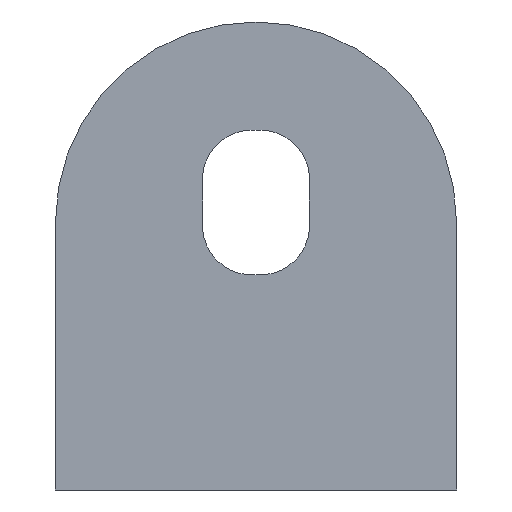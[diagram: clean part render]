
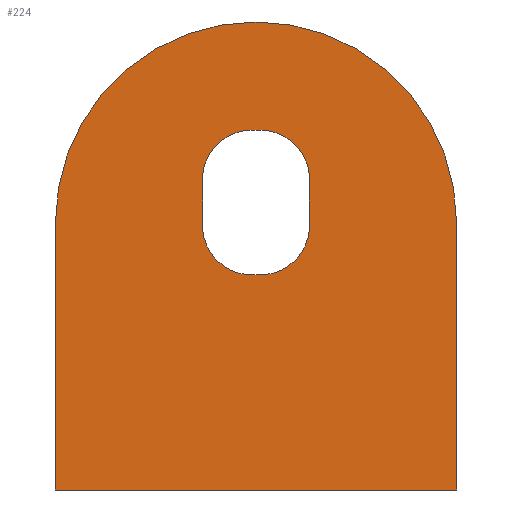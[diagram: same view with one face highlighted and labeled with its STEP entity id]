
A CAD part, front view. The second image highlights one B-rep face of the part: STEP entity #224.
In plain terms, the highlighted planar face has unit normal (0, -1, 0).
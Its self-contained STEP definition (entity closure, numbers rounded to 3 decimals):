
#7 = DIRECTION ( 'NONE',  ( 0., 0., -1. ) ) ;
#9 = EDGE_CURVE ( 'NONE', #470, #946, #283, .T. ) ;
#21 = VERTEX_POINT ( 'NONE', #68 ) ;
#29 = ORIENTED_EDGE ( 'NONE', *, *, #367, .T. ) ;
#30 = CARTESIAN_POINT ( 'NONE',  ( -3.38, -29.394, 20. ) ) ;
#46 = DIRECTION ( 'NONE',  ( 0., 0., 1. ) ) ;
#68 = CARTESIAN_POINT ( 'NONE',  ( -3.677, -29.394, 26.918 ) ) ;
#87 = CARTESIAN_POINT ( 'NONE',  ( -3.083, -29.394, 23.203 ) ) ;
#104 = EDGE_CURVE ( 'NONE', #470, #1341, #517, .T. ) ;
#107 = DIRECTION ( 'NONE',  ( 0., 1., 0. ) ) ;
#163 = DIRECTION ( 'NONE',  ( 0., 0., -1. ) ) ;
#173 = VERTEX_POINT ( 'NONE', #498 ) ;
#188 = DIRECTION ( 'NONE',  ( 0., 1., 0. ) ) ;
#198 = AXIS2_PLACEMENT_3D ( 'NONE', #87, #1035, #293 ) ;
#224 = ADVANCED_FACE ( 'NONE', ( #334, #300 ), #505, .F. ) ;
#232 = ORIENTED_EDGE ( 'NONE', *, *, #1266, .T. ) ;
#244 = EDGE_CURVE ( 'NONE', #946, #728, #567, .T. ) ;
#254 = CARTESIAN_POINT ( 'NONE',  ( 11.62, -29.394, 0. ) ) ;
#256 = AXIS2_PLACEMENT_3D ( 'NONE', #366, #374, #494 ) ;
#283 = LINE ( 'NONE', #1025, #1040 ) ;
#293 = DIRECTION ( 'NONE',  ( 0., 0., 1. ) ) ;
#300 = FACE_BOUND ( 'NONE', #1091, .T. ) ;
#303 = DIRECTION ( 'NONE',  ( 1., 0., 0. ) ) ;
#311 = VERTEX_POINT ( 'NONE', #629 ) ;
#322 = LINE ( 'NONE', #684, #1242 ) ;
#334 = FACE_OUTER_BOUND ( 'NONE', #824, .T. ) ;
#364 = CIRCLE ( 'NONE', #457, 3.715 ) ;
#366 = CARTESIAN_POINT ( 'NONE',  ( -3.083, -29.394, 23.203 ) ) ;
#367 = EDGE_CURVE ( 'NONE', #21, #1093, #430, .T. ) ;
#374 = DIRECTION ( 'NONE',  ( 0., -1., 0. ) ) ;
#388 = LINE ( 'NONE', #1204, #718 ) ;
#393 = CARTESIAN_POINT ( 'NONE',  ( 0.62, -29.394, 19.5 ) ) ;
#426 = CARTESIAN_POINT ( 'NONE',  ( -3.677, -29.394, 19.797 ) ) ;
#430 = CIRCLE ( 'NONE', #654, 3.715 ) ;
#437 = EDGE_CURVE ( 'NONE', #1311, #728, #364, .T. ) ;
#452 = EDGE_CURVE ( 'NONE', #311, #584, #1286, .T. ) ;
#455 = VERTEX_POINT ( 'NONE', #1292 ) ;
#457 = AXIS2_PLACEMENT_3D ( 'NONE', #426, #1186, #648 ) ;
#462 = CARTESIAN_POINT ( 'NONE',  ( -7.38, -29.394, 19.5 ) ) ;
#470 = VERTEX_POINT ( 'NONE', #770 ) ;
#471 = ORIENTED_EDGE ( 'NONE', *, *, #1065, .T. ) ;
#487 = ORIENTED_EDGE ( 'NONE', *, *, #244, .T. ) ;
#491 = CARTESIAN_POINT ( 'NONE',  ( -3.083, -29.394, 26.918 ) ) ;
#494 = DIRECTION ( 'NONE',  ( 0., 0., 1. ) ) ;
#498 = CARTESIAN_POINT ( 'NONE',  ( -7.38, -29.394, 23.5 ) ) ;
#505 = PLANE ( 'NONE',  #900 ) ;
#517 = CIRCLE ( 'NONE', #198, 3.715 ) ;
#531 = CARTESIAN_POINT ( 'NONE',  ( -3.677, -29.394, 23.203 ) ) ;
#534 = VECTOR ( 'NONE', #7, 1000. ) ;
#567 = CIRCLE ( 'NONE', #1113, 3.715 ) ;
#584 = VERTEX_POINT ( 'NONE', #740 ) ;
#587 = ORIENTED_EDGE ( 'NONE', *, *, #452, .T. ) ;
#622 = CIRCLE ( 'NONE', #1177, 3.715 ) ;
#629 = CARTESIAN_POINT ( 'NONE',  ( -18.38, -29.394, 20. ) ) ;
#648 = DIRECTION ( 'NONE',  ( 0., 0., 1. ) ) ;
#654 = AXIS2_PLACEMENT_3D ( 'NONE', #531, #1064, #856 ) ;
#684 = CARTESIAN_POINT ( 'NONE',  ( -7.38, -29.394, 8. ) ) ;
#686 = EDGE_CURVE ( 'NONE', #455, #311, #1169, .T. ) ;
#687 = DIRECTION ( 'NONE',  ( 0., -1., 0. ) ) ;
#690 = AXIS2_PLACEMENT_3D ( 'NONE', #30, #687, #876 ) ;
#718 = VECTOR ( 'NONE', #886, 1000. ) ;
#728 = VERTEX_POINT ( 'NONE', #988 ) ;
#740 = CARTESIAN_POINT ( 'NONE',  ( -18.38, -29.394, 0. ) ) ;
#757 = CARTESIAN_POINT ( 'NONE',  ( -3.38, -29.394, 26.906 ) ) ;
#770 = CARTESIAN_POINT ( 'NONE',  ( 0.62, -29.394, 23.5 ) ) ;
#786 = ORIENTED_EDGE ( 'NONE', *, *, #1315, .F. ) ;
#824 = EDGE_LOOP ( 'NONE', ( #848, #990, #587, #471 ) ) ;
#831 = CARTESIAN_POINT ( 'NONE',  ( -18.38, -29.394, 8. ) ) ;
#848 = ORIENTED_EDGE ( 'NONE', *, *, #1268, .F. ) ;
#853 = DIRECTION ( 'NONE',  ( 0., 0., 1. ) ) ;
#856 = DIRECTION ( 'NONE',  ( 0., 0., 1. ) ) ;
#871 = VECTOR ( 'NONE', #303, 1000. ) ;
#876 = DIRECTION ( 'NONE',  ( 1., 0., 0. ) ) ;
#886 = DIRECTION ( 'NONE',  ( 0., 0., -1. ) ) ;
#900 = AXIS2_PLACEMENT_3D ( 'NONE', #831, #188, #940 ) ;
#902 = DIRECTION ( 'NONE',  ( 0., 0., 1. ) ) ;
#940 = DIRECTION ( 'NONE',  ( 1., 0., 0. ) ) ;
#946 = VERTEX_POINT ( 'NONE', #393 ) ;
#953 = CARTESIAN_POINT ( 'NONE',  ( -3.083, -29.394, 19.797 ) ) ;
#984 = CARTESIAN_POINT ( 'NONE',  ( -3.677, -29.394, 23.203 ) ) ;
#988 = CARTESIAN_POINT ( 'NONE',  ( -3.38, -29.394, 16.094 ) ) ;
#990 = ORIENTED_EDGE ( 'NONE', *, *, #686, .T. ) ;
#1020 = ORIENTED_EDGE ( 'NONE', *, *, #1244, .T. ) ;
#1025 = CARTESIAN_POINT ( 'NONE',  ( 0.62, -29.394, 8. ) ) ;
#1035 = DIRECTION ( 'NONE',  ( 0., -1., 0. ) ) ;
#1040 = VECTOR ( 'NONE', #163, 1000. ) ;
#1064 = DIRECTION ( 'NONE',  ( 0., 1., 0. ) ) ;
#1065 = EDGE_CURVE ( 'NONE', #584, #1275, #1367, .T. ) ;
#1091 = EDGE_LOOP ( 'NONE', ( #1126, #1123, #487, #1182, #232, #1020, #29, #786 ) ) ;
#1093 = VERTEX_POINT ( 'NONE', #757 ) ;
#1113 = AXIS2_PLACEMENT_3D ( 'NONE', #953, #107, #853 ) ;
#1123 = ORIENTED_EDGE ( 'NONE', *, *, #9, .T. ) ;
#1126 = ORIENTED_EDGE ( 'NONE', *, *, #104, .F. ) ;
#1153 = CARTESIAN_POINT ( 'NONE',  ( -18.38, -29.394, 0. ) ) ;
#1157 = CIRCLE ( 'NONE', #256, 3.715 ) ;
#1169 = CIRCLE ( 'NONE', #690, 15. ) ;
#1177 = AXIS2_PLACEMENT_3D ( 'NONE', #984, #1215, #46 ) ;
#1182 = ORIENTED_EDGE ( 'NONE', *, *, #437, .F. ) ;
#1186 = DIRECTION ( 'NONE',  ( 0., -1., 0. ) ) ;
#1190 = CARTESIAN_POINT ( 'NONE',  ( -18.38, -29.394, 20. ) ) ;
#1204 = CARTESIAN_POINT ( 'NONE',  ( 11.62, -29.394, 20. ) ) ;
#1215 = DIRECTION ( 'NONE',  ( 0., 1., 0. ) ) ;
#1242 = VECTOR ( 'NONE', #902, 1000. ) ;
#1244 = EDGE_CURVE ( 'NONE', #173, #21, #622, .T. ) ;
#1266 = EDGE_CURVE ( 'NONE', #1311, #173, #322, .T. ) ;
#1268 = EDGE_CURVE ( 'NONE', #455, #1275, #388, .T. ) ;
#1275 = VERTEX_POINT ( 'NONE', #254 ) ;
#1286 = LINE ( 'NONE', #1190, #534 ) ;
#1292 = CARTESIAN_POINT ( 'NONE',  ( 11.62, -29.394, 20. ) ) ;
#1311 = VERTEX_POINT ( 'NONE', #462 ) ;
#1315 = EDGE_CURVE ( 'NONE', #1341, #1093, #1157, .T. ) ;
#1341 = VERTEX_POINT ( 'NONE', #491 ) ;
#1367 = LINE ( 'NONE', #1153, #871 ) ;
